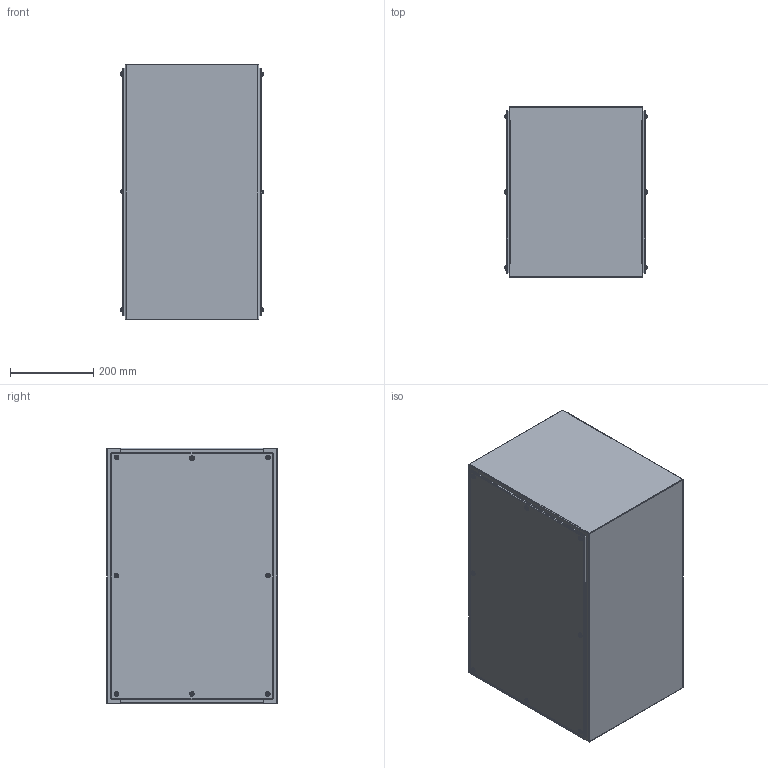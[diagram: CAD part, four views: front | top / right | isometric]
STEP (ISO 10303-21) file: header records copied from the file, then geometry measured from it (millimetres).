
FILE_DESCRIPTION(/* description */ ('NUT,RIV,C.END.10-32X.080-.130G'),/* implementation_level */ '2;1');
FILE_NAME(/* name */ 'WC14T.stp',/* time_stamp */ '2017-06-26T15:08:38-05:00',/* author */ ('wford'),/* organization */ ('HUBBELL-WIEGMANN'),/* preprocessor_version */ 'ST-DEVELOPER v16.1',/* originating_system */ 'Autodesk Inventor 2016',/* authorisation */ 'MATTHEW BRUSH');
FILE_SCHEMA (('AUTOMOTIVE_DESIGN { 1 0 10303 214 3 1 1 }'));
Length unit declared in the file: inch
Products named in the file (8): 34984; WC14TLRS; WC14TTB; 39035; 39077; 372163; WC14TCVP; WC14_T-assm
Assembly tree (71 placements, depth 2):
  WC14_T-assm
    34984  x17
    WC14TLRS  x2
    WC14TTB  x2
    39035  x16
    39077  x16
    372163  x16
    WC14TCVP  x2
Bounding box: 341.64 x 409.57 x 612.77 mm (x, y, z)
Volume: 2349083.3 mm3; surface area: 2530915.6 mm2
Topology: 71 solids, 71 shells, 1422 faces, 3449 edges, 2219 vertices
Faces by surface type: plane 760, cylinder 292, cone 258, torus 80, sphere 16, bspline 16
Full cylindrical faces by diameter (mm): 3.962 x17, 4.775 x16, 4.826 x16, 4.978 x17, 6.299 x17, 6.35 x16, 6.528 x16, 7.061 x16, 9.474 x16, 10.312 x17, 11.112 x16, 11.506 x16
Entity records: 6400 total; most frequent: CARTESIAN_POINT 1547, DIRECTION 986, ORIENTED_EDGE 812, EDGE_CURVE 406, AXIS2_PLACEMENT_3D 381, VERTEX_POINT 266, EDGE_LOOP 258, LINE 224
